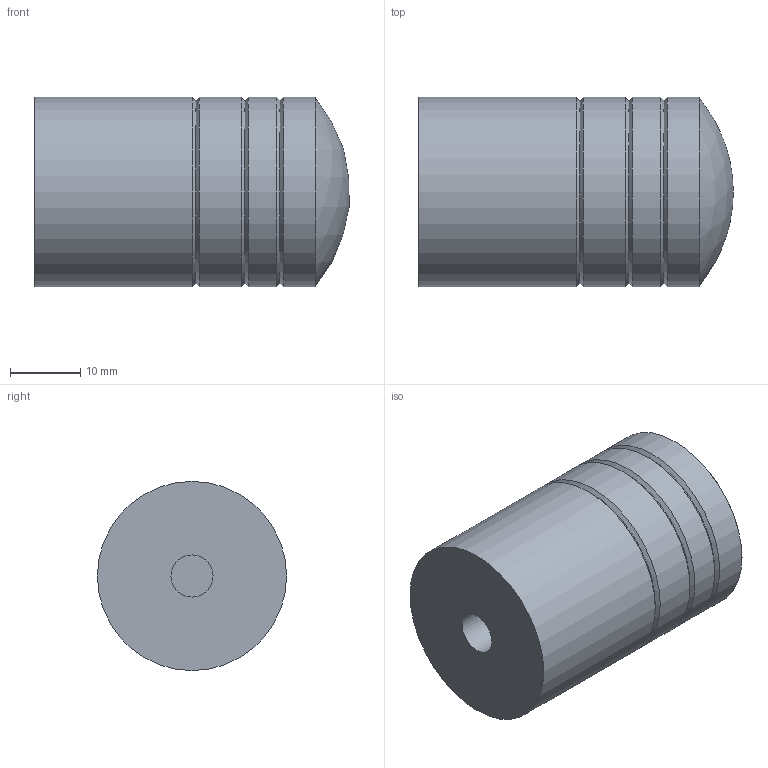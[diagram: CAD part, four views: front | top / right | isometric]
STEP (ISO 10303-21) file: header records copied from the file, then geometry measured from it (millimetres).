
FILE_DESCRIPTION(/* description */ (''),/* implementation_level */ '2;1');
FILE_NAME(/* name */ 'C0012119BE.stp',/* time_stamp */ '2019-08-05T15:25:08+02:00',/* author */ ('Mantion'),/* organization */ (''),/* preprocessor_version */ 'ST-DEVELOPER v17.2',/* originating_system */ 'Autodesk Inventor 2019',/* authorisation */ '');
FILE_SCHEMA (('AUTOMOTIVE_DESIGN { 1 0 10303 214 3 1 1 }'));
Length unit declared in the file: millimetre
Products named in the file (3): C0012119BE; C0012119BE_1; C0012119BE -2
Assembly tree (2 placements, depth 2):
  C0012119BE
    C0012119BE_1
    C0012119BE -2
Bounding box: 44.89 x 27 x 27 mm (x, y, z)
Volume: 13681 mm3; surface area: 9479.1 mm2
Topology: 2 solids, 2 shells, 48 faces, 129 edges, 88 vertices
Faces by surface type: cylinder 26, plane 14, cone 7, sphere 1
Full cylindrical faces by diameter (mm): 6 x1, 22 x1, 27 x4
Entity records: 1679 total; most frequent: DIRECTION 315, CARTESIAN_POINT 270, ORIENTED_EDGE 258, AXIS2_PLACEMENT_3D 133, EDGE_CURVE 129, VERTEX_POINT 88, CIRCLE 72, EDGE_LOOP 53
